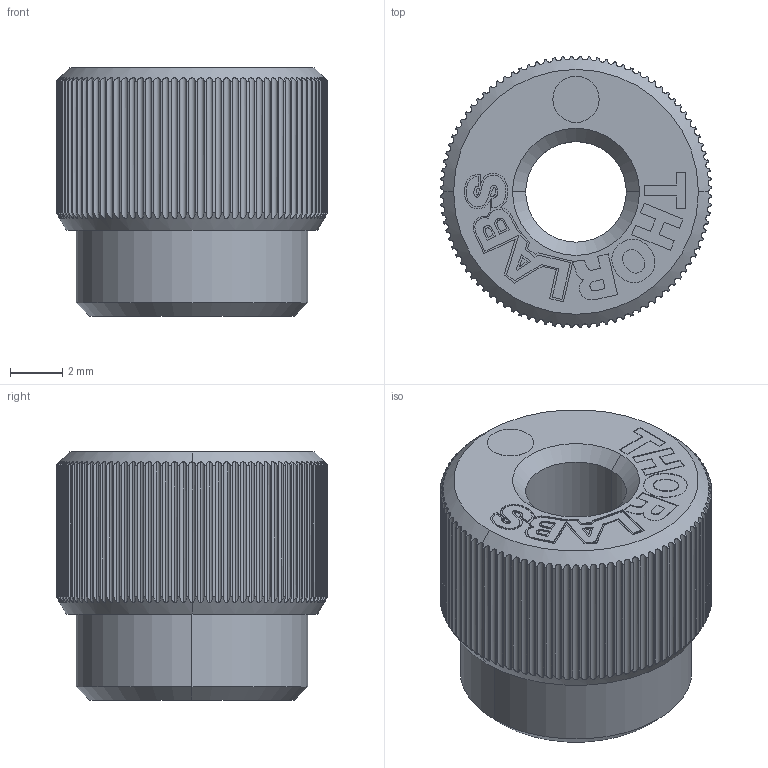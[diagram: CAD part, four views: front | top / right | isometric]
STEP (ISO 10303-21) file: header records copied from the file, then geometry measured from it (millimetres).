
FILE_DESCRIPTION (( 'STEP AP214' ), '1' );
FILE_NAME ('TTN045716-E0W.STEP', '2015-08-27T13:11:40', ( 'admin' ), ( '' ), 'SwSTEP 2.0', 'SolidWorks 2014', '' );
FILE_SCHEMA (( 'AUTOMOTIVE_DESIGN' ));
Length unit declared in the file: inch
Products named in the file (1): TTN045716-E0W
Bounding box: 10.41 x 10.41 x 9.53 mm (x, y, z)
Volume: 500.3 mm3; surface area: 635.5 mm2
Topology: 1 solids, 1 shells, 432 faces, 1213 edges, 804 vertices
Faces by surface type: cylinder 253, plane 106, bspline 59, cone 14
Entity records: 21701 total; most frequent: CARTESIAN_POINT 5643, ORIENTED_EDGE 2426, DIRECTION 1787, EDGE_CURVE 1213, VERTEX_POINT 804, AXIS2_PLACEMENT_3D 606, LINE 575, VECTOR 575
